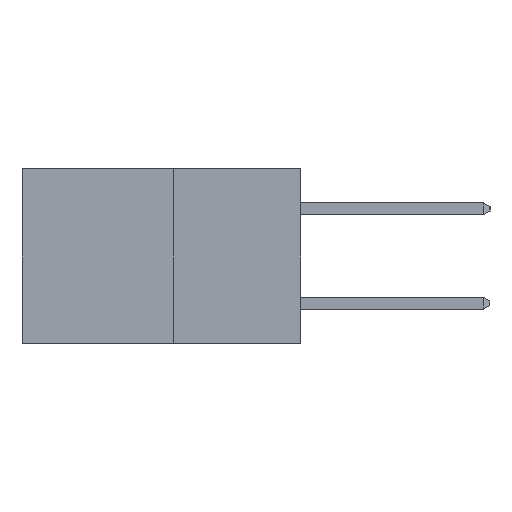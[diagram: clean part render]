
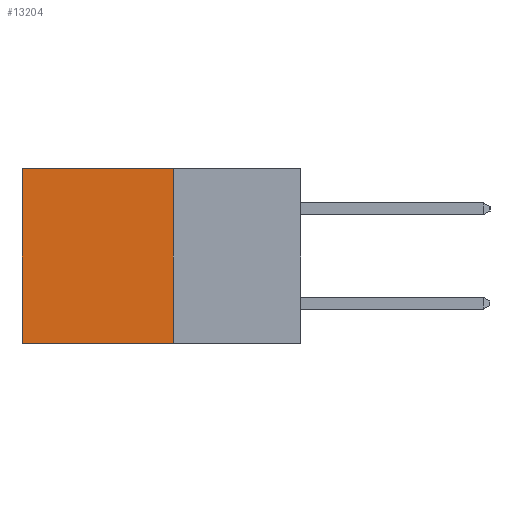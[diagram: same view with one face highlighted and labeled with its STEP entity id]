
A CAD part, left-side view. The second image highlights one B-rep face of the part: STEP entity #13204.
In plain terms, the highlighted planar face has unit normal (-1, 0, 0).
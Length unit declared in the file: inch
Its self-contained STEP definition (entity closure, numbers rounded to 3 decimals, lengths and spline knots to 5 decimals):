
#282 = DIRECTION ( 'NONE',  ( 0., 0., -1. ) ) ;
#435 = CARTESIAN_POINT ( 'NONE',  ( 0.277, 0.27, -0.37 ) ) ;
#527 = ORIENTED_EDGE ( 'NONE', *, *, #5390, .F. ) ;
#713 = VERTEX_POINT ( 'NONE', #1865 ) ;
#1039 = ORIENTED_EDGE ( 'NONE', *, *, #13985, .T. ) ;
#1578 = VECTOR ( 'NONE', #13496, 39.37008 ) ;
#1865 = CARTESIAN_POINT ( 'NONE',  ( 0.277, 0.59, 0. ) ) ;
#2815 = CARTESIAN_POINT ( 'NONE',  ( 0.277, 0.27, -0.37 ) ) ;
#3154 = EDGE_LOOP ( 'NONE', ( #1039, #527, #5274, #6348 ) ) ;
#4713 = CARTESIAN_POINT ( 'NONE',  ( 0.277, 0.59, -0.37 ) ) ;
#4732 = VECTOR ( 'NONE', #282, 39.37008 ) ;
#4998 = AXIS2_PLACEMENT_3D ( 'NONE', #7093, #15743, #8412 ) ;
#5274 = ORIENTED_EDGE ( 'NONE', *, *, #6141, .F. ) ;
#5390 = EDGE_CURVE ( 'NONE', #14237, #14598, #15958, .T. ) ;
#5736 = VERTEX_POINT ( 'NONE', #7325 ) ;
#6107 = VECTOR ( 'NONE', #11514, 39.37008 ) ;
#6141 = EDGE_CURVE ( 'NONE', #5736, #14237, #11440, .T. ) ;
#6348 = ORIENTED_EDGE ( 'NONE', *, *, #13506, .T. ) ;
#7028 = CARTESIAN_POINT ( 'NONE',  ( 0.277, 0.59, -0.37 ) ) ;
#7093 = CARTESIAN_POINT ( 'NONE',  ( 0.277, 0.27, -0.37 ) ) ;
#7325 = CARTESIAN_POINT ( 'NONE',  ( 0.277, 0.27, 0. ) ) ;
#8399 = LINE ( 'NONE', #16133, #11368 ) ;
#8412 = DIRECTION ( 'NONE',  ( 0., 0., -1. ) ) ;
#8414 = FACE_OUTER_BOUND ( 'NONE', #3154, .T. ) ;
#10326 = DIRECTION ( 'NONE',  ( 0., 1., 0. ) ) ;
#11368 = VECTOR ( 'NONE', #10326, 39.37008 ) ;
#11440 = LINE ( 'NONE', #435, #4732 ) ;
#11514 = DIRECTION ( 'NONE',  ( 0., 1., 0. ) ) ;
#12028 = CARTESIAN_POINT ( 'NONE',  ( 0.277, 0.27, -0.37 ) ) ;
#12154 = PLANE ( 'NONE',  #4998 ) ;
#13204 = ADVANCED_FACE ( 'NONE', ( #8414 ), #12154, .F. ) ;
#13496 = DIRECTION ( 'NONE',  ( 0., 0., -1. ) ) ;
#13506 = EDGE_CURVE ( 'NONE', #5736, #713, #8399, .T. ) ;
#13985 = EDGE_CURVE ( 'NONE', #713, #14598, #14252, .T. ) ;
#14237 = VERTEX_POINT ( 'NONE', #2815 ) ;
#14252 = LINE ( 'NONE', #4713, #1578 ) ;
#14598 = VERTEX_POINT ( 'NONE', #7028 ) ;
#15743 = DIRECTION ( 'NONE',  ( 1., 0., 0. ) ) ;
#15958 = LINE ( 'NONE', #12028, #6107 ) ;
#16133 = CARTESIAN_POINT ( 'NONE',  ( 0.277, 0.27, 0. ) ) ;
